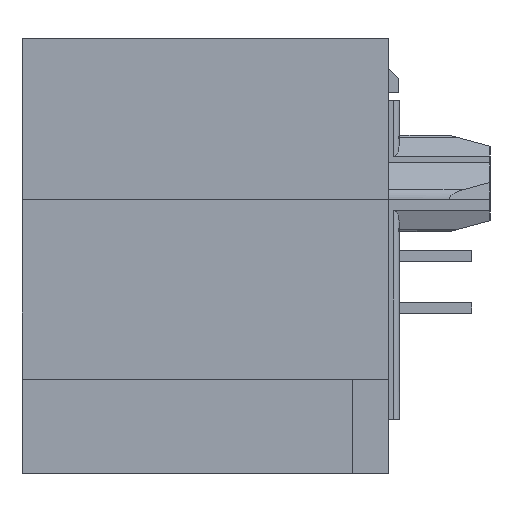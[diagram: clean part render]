
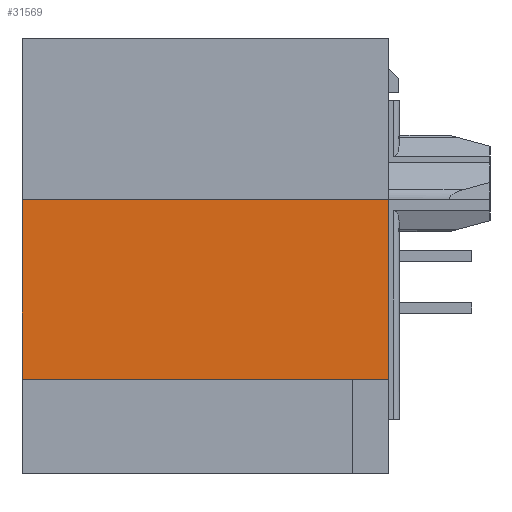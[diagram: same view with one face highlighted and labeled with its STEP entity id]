
A CAD part, left-side view. The second image highlights one B-rep face of the part: STEP entity #31569.
In plain terms, the highlighted planar face has unit normal (-1, 0, 0).
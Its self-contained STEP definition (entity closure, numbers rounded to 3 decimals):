
#719=DIRECTION('',(0.,0.,-1.));
#720=VECTOR('',#719,6.299);
#721=CARTESIAN_POINT('',(-31.445,-6.414,-5.639));
#722=LINE('',#721,#720);
#11535=DIRECTION('',(0.,-1.,0.));
#11536=VECTOR('',#11535,12.827);
#11537=CARTESIAN_POINT('',(-31.445,6.414,-11.938));
#11538=LINE('',#11537,#11536);
#11539=DIRECTION('',(0.,0.,-1.));
#11540=VECTOR('',#11539,6.299);
#11541=CARTESIAN_POINT('',(-31.445,6.414,-5.639));
#11542=LINE('',#11541,#11540);
#11543=DIRECTION('',(0.,-1.,0.));
#11544=VECTOR('',#11543,12.827);
#11545=CARTESIAN_POINT('',(-31.445,6.414,-5.639));
#11546=LINE('',#11545,#11544);
#12262=CARTESIAN_POINT('',(-31.445,6.414,-5.639));
#12264=VERTEX_POINT('',#12262);
#12270=CARTESIAN_POINT('',(-31.445,6.414,-11.938));
#12271=CARTESIAN_POINT('',(-31.445,-6.414,-11.938));
#12272=VERTEX_POINT('',#12270);
#12273=VERTEX_POINT('',#12271);
#12274=CARTESIAN_POINT('',(-31.445,-6.414,-5.639));
#12275=VERTEX_POINT('',#12274);
#31557=CARTESIAN_POINT('',(-31.445,6.414,0.));
#31558=DIRECTION('',(-1.,0.,0.));
#31559=DIRECTION('',(0.,-1.,0.));
#31560=AXIS2_PLACEMENT_3D('',#31557,#31558,#31559);
#31561=PLANE('',#31560);
#31563=ORIENTED_EDGE('',*,*,#31562,.F.);
#31564=ORIENTED_EDGE('',*,*,#31458,.F.);
#31565=ORIENTED_EDGE('',*,*,#31550,.T.);
#31566=ORIENTED_EDGE('',*,*,#16085,.T.);
#31567=EDGE_LOOP('',(#31563,#31564,#31565,#31566));
#31568=FACE_OUTER_BOUND('',#31567,.F.);
#31569=ADVANCED_FACE('',(#31568),#31561,.T.);
#16085=EDGE_CURVE('',#12275,#12273,#722,.T.);
#31458=EDGE_CURVE('',#12264,#12272,#11542,.T.);
#31550=EDGE_CURVE('',#12264,#12275,#11546,.T.);
#31562=EDGE_CURVE('',#12272,#12273,#11538,.T.);
